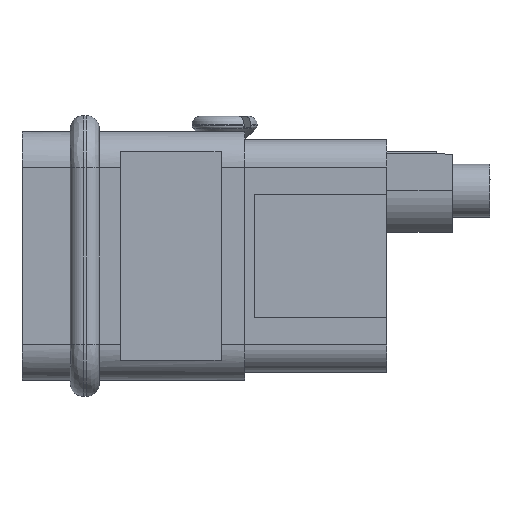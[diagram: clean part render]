
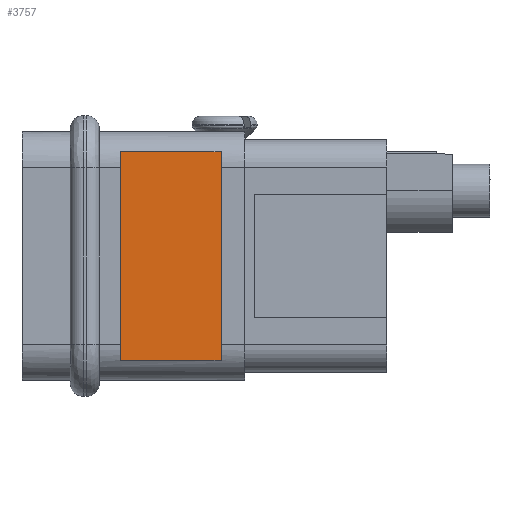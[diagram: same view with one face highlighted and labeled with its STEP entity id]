
A CAD part, left-side view. The second image highlights one B-rep face of the part: STEP entity #3757.
In plain terms, the highlighted planar face has unit normal (-1, 0, 0).
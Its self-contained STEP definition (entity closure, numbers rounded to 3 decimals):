
#3757=ADVANCED_FACE('',(#4571),#4205,.F.);
#4205=PLANE('',#12735);
#4571=FACE_OUTER_BOUND('',#5147,.T.);
#5147=EDGE_LOOP('',(#6714,#6715,#6716,#6717));
#6714=ORIENTED_EDGE('',*,*,#9554,.F.);
#6715=ORIENTED_EDGE('',*,*,#9555,.F.);
#6716=ORIENTED_EDGE('',*,*,#9556,.T.);
#6717=ORIENTED_EDGE('',*,*,#9557,.F.);
#8488=VERTEX_POINT('',#17598);
#8489=VERTEX_POINT('',#17599);
#8490=VERTEX_POINT('',#17601);
#8491=VERTEX_POINT('',#17603);
#9554=EDGE_CURVE('',#8488,#8489,#10652,.T.);
#9555=EDGE_CURVE('',#8490,#8488,#10653,.T.);
#9556=EDGE_CURVE('',#8490,#8491,#10654,.T.);
#9557=EDGE_CURVE('',#8489,#8491,#10655,.T.);
#10652=LINE('',#17597,#11529);
#10653=LINE('',#17600,#11530);
#10654=LINE('',#17602,#11531);
#10655=LINE('',#17604,#11532);
#11529=VECTOR('',#14569,1.);
#11530=VECTOR('',#14570,1.);
#11531=VECTOR('',#14571,1.);
#11532=VECTOR('',#14572,1.);
#12735=AXIS2_PLACEMENT_3D('',#17605,#14573,#14574);
#14569=DIRECTION('',(0.,0.,1.));
#14570=DIRECTION('',(0.,1.,0.));
#14571=DIRECTION('',(0.,0.,1.));
#14572=DIRECTION('',(0.,-1.,0.));
#14573=DIRECTION('',(1.,0.,0.));
#14574=DIRECTION('',(0.,0.,-1.));
#17597=CARTESIAN_POINT('',(-10.175,4.15,-8.783));
#17598=CARTESIAN_POINT('',(-10.175,4.15,-8.783));
#17599=CARTESIAN_POINT('',(-10.175,4.15,8.783));
#17600=CARTESIAN_POINT('',(-10.175,-4.35,-8.783));
#17601=CARTESIAN_POINT('',(-10.175,-4.35,-8.783));
#17602=CARTESIAN_POINT('',(-10.175,-4.35,-8.783));
#17603=CARTESIAN_POINT('',(-10.175,-4.35,8.783));
#17604=CARTESIAN_POINT('',(-10.175,4.15,8.783));
#17605=CARTESIAN_POINT('',(-10.175,-4.562,9.783));
